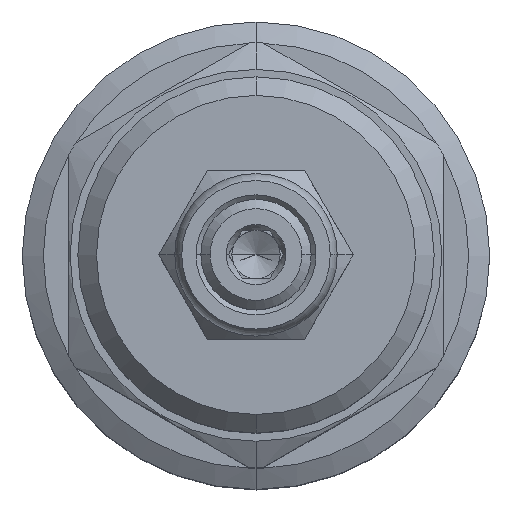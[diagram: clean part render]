
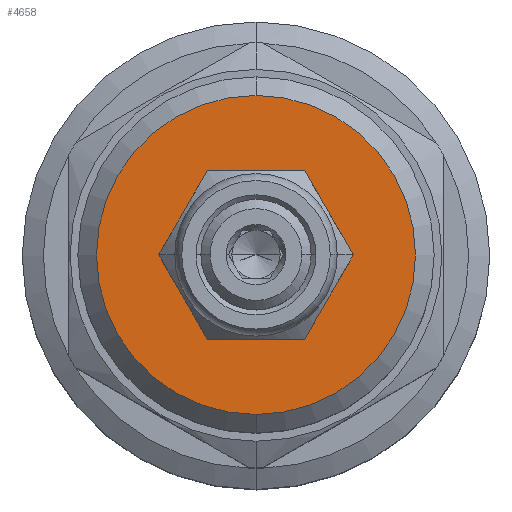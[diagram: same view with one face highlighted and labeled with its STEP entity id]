
A CAD part, top view. The second image highlights one B-rep face of the part: STEP entity #4658.
In plain terms, the highlighted planar face has unit normal (0, 0, 1).
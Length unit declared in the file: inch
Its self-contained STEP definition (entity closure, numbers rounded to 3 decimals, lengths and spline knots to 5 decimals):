
#1255=CARTESIAN_POINT('',(0.,0.,4.569));
#1256=DIRECTION('',(0.,0.,1.));
#1257=DIRECTION('',(0.,-1.,0.));
#1258=AXIS2_PLACEMENT_3D('',#1255,#1256,#1257);
#1273=CARTESIAN_POINT('',(0.,0.,4.569));
#1274=DIRECTION('',(0.,0.,1.));
#1275=DIRECTION('',(-1.,0.,0.));
#1276=AXIS2_PLACEMENT_3D('',#1273,#1274,#1275);
#1278=CARTESIAN_POINT('',(0.,0.,4.569));
#1279=DIRECTION('',(0.,0.,1.));
#1280=DIRECTION('',(1.,0.,0.));
#1281=AXIS2_PLACEMENT_3D('',#1278,#1279,#1280);
#1283=CARTESIAN_POINT('',(0.,0.,4.569));
#1284=DIRECTION('',(0.,0.,1.));
#1285=DIRECTION('',(0.,1.,0.));
#1286=AXIS2_PLACEMENT_3D('',#1283,#1284,#1285);
#2607=CARTESIAN_POINT('',(0.,0.532,4.569));
#2608=CARTESIAN_POINT('',(0.,-0.532,4.569));
#2609=VERTEX_POINT('',#2607);
#2610=VERTEX_POINT('',#2608);
#2905=CARTESIAN_POINT('',(-0.271,0.,4.569));
#2906=CARTESIAN_POINT('',(0.271,0.,4.569));
#2907=VERTEX_POINT('',#2905);
#2908=VERTEX_POINT('',#2906);
#4642=CARTESIAN_POINT('',(0.,0.,4.569));
#4643=DIRECTION('',(0.,0.,1.));
#4644=DIRECTION('',(0.,1.,0.));
#4645=AXIS2_PLACEMENT_3D('',#4642,#4643,#4644);
#4646=PLANE('',#4645);
#4647=ORIENTED_EDGE('',*,*,#4632,.F.);
#4649=ORIENTED_EDGE('',*,*,#4648,.F.);
#4650=EDGE_LOOP('',(#4647,#4649));
#4651=FACE_OUTER_BOUND('',#4650,.F.);
#4653=ORIENTED_EDGE('',*,*,#4652,.T.);
#4655=ORIENTED_EDGE('',*,*,#4654,.T.);
#4656=EDGE_LOOP('',(#4653,#4655));
#4657=FACE_BOUND('',#4656,.F.);
#4658=ADVANCED_FACE('',(#4651,#4657),#4646,.T.);
#1259=CIRCLE('',#1258,0.532);
#1277=CIRCLE('',#1276,0.271);
#1282=CIRCLE('',#1281,0.271);
#1287=CIRCLE('',#1286,0.532);
#4632=EDGE_CURVE('',#2610,#2609,#1259,.T.);
#4648=EDGE_CURVE('',#2609,#2610,#1287,.T.);
#4652=EDGE_CURVE('',#2907,#2908,#1277,.T.);
#4654=EDGE_CURVE('',#2908,#2907,#1282,.T.);
